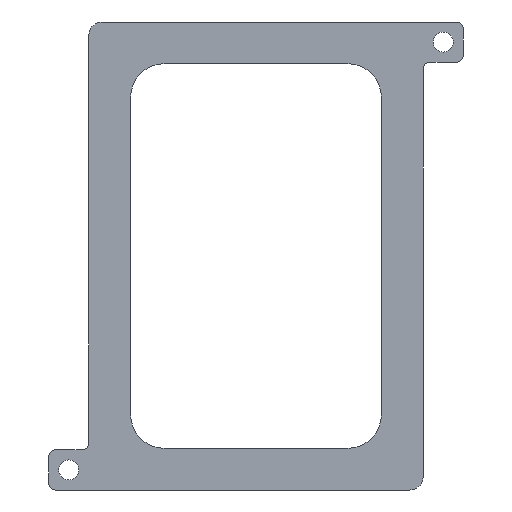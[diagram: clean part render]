
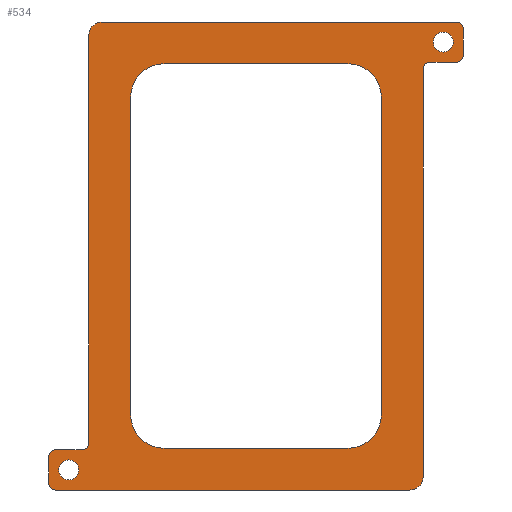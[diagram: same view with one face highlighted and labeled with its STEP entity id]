
A CAD part, front view. The second image highlights one B-rep face of the part: STEP entity #534.
In plain terms, the highlighted planar face has unit normal (0, -1, 0).
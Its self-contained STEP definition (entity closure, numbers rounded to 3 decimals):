
#22=FACE_BOUND('',#76,.T.);
#23=FACE_BOUND('',#77,.T.);
#24=FACE_BOUND('',#78,.T.);
#28=PLANE('',#593);
#44=FACE_OUTER_BOUND('',#75,.T.);
#75=EDGE_LOOP('',(#401,#402,#403,#404,#405,#406,#407,#408,#409,#410,#411,
#412,#413,#414,#415,#416));
#76=EDGE_LOOP('',(#417,#418,#419,#420,#421,#422,#423,#424));
#77=EDGE_LOOP('',(#425));
#78=EDGE_LOOP('',(#426));
#105=LINE('',#813,#155);
#117=LINE('',#864,#167);
#121=LINE('',#876,#171);
#122=LINE('',#880,#172);
#123=LINE('',#883,#173);
#124=LINE('',#885,#174);
#125=LINE('',#889,#175);
#126=LINE('',#893,#176);
#127=LINE('',#899,#177);
#128=LINE('',#903,#178);
#129=LINE('',#907,#179);
#130=LINE('',#910,#180);
#155=VECTOR('',#645,10.);
#167=VECTOR('',#687,10.);
#171=VECTOR('',#699,10.);
#172=VECTOR('',#702,10.);
#173=VECTOR('',#705,10.);
#174=VECTOR('',#706,10.);
#175=VECTOR('',#709,10.);
#176=VECTOR('',#712,10.);
#177=VECTOR('',#717,10.);
#178=VECTOR('',#720,10.);
#179=VECTOR('',#723,10.);
#180=VECTOR('',#726,10.);
#201=CIRCLE('',#573,2.);
#216=CIRCLE('',#592,2.);
#217=CIRCLE('',#594,1.);
#218=CIRCLE('',#595,1.);
#219=CIRCLE('',#596,1.);
#220=CIRCLE('',#597,1.);
#221=CIRCLE('',#598,1.);
#222=CIRCLE('',#599,1.);
#223=CIRCLE('',#600,5.);
#224=CIRCLE('',#601,5.);
#225=CIRCLE('',#602,5.);
#226=CIRCLE('',#603,5.);
#227=CIRCLE('',#604,1.5);
#228=CIRCLE('',#605,1.5);
#229=VERTEX_POINT('',#800);
#230=VERTEX_POINT('',#801);
#234=VERTEX_POINT('',#811);
#258=VERTEX_POINT('',#863);
#259=VERTEX_POINT('',#867);
#260=VERTEX_POINT('',#868);
#261=VERTEX_POINT('',#873);
#262=VERTEX_POINT('',#875);
#263=VERTEX_POINT('',#877);
#264=VERTEX_POINT('',#879);
#265=VERTEX_POINT('',#881);
#266=VERTEX_POINT('',#884);
#267=VERTEX_POINT('',#886);
#268=VERTEX_POINT('',#888);
#269=VERTEX_POINT('',#890);
#270=VERTEX_POINT('',#892);
#271=VERTEX_POINT('',#895);
#272=VERTEX_POINT('',#896);
#273=VERTEX_POINT('',#898);
#274=VERTEX_POINT('',#900);
#275=VERTEX_POINT('',#902);
#276=VERTEX_POINT('',#904);
#277=VERTEX_POINT('',#906);
#278=VERTEX_POINT('',#908);
#279=VERTEX_POINT('',#911);
#280=VERTEX_POINT('',#913);
#281=EDGE_CURVE('',#229,#230,#201,.T.);
#287=EDGE_CURVE('',#234,#229,#105,.T.);
#312=EDGE_CURVE('',#230,#258,#117,.T.);
#314=EDGE_CURVE('',#259,#260,#216,.T.);
#317=EDGE_CURVE('',#234,#261,#217,.T.);
#318=EDGE_CURVE('',#262,#261,#121,.T.);
#319=EDGE_CURVE('',#263,#262,#218,.T.);
#320=EDGE_CURVE('',#264,#263,#122,.T.);
#321=EDGE_CURVE('',#265,#264,#219,.T.);
#322=EDGE_CURVE('',#260,#265,#123,.T.);
#323=EDGE_CURVE('',#266,#259,#124,.T.);
#324=EDGE_CURVE('',#266,#267,#220,.T.);
#325=EDGE_CURVE('',#268,#267,#125,.T.);
#326=EDGE_CURVE('',#269,#268,#221,.T.);
#327=EDGE_CURVE('',#270,#269,#126,.T.);
#328=EDGE_CURVE('',#258,#270,#222,.T.);
#329=EDGE_CURVE('',#271,#272,#223,.T.);
#330=EDGE_CURVE('',#273,#271,#127,.F.);
#331=EDGE_CURVE('',#274,#273,#224,.T.);
#332=EDGE_CURVE('',#275,#274,#128,.F.);
#333=EDGE_CURVE('',#276,#275,#225,.T.);
#334=EDGE_CURVE('',#277,#276,#129,.F.);
#335=EDGE_CURVE('',#278,#277,#226,.T.);
#336=EDGE_CURVE('',#272,#278,#130,.F.);
#337=EDGE_CURVE('',#279,#279,#227,.T.);
#338=EDGE_CURVE('',#280,#280,#228,.T.);
#401=ORIENTED_EDGE('',*,*,#281,.F.);
#402=ORIENTED_EDGE('',*,*,#287,.F.);
#403=ORIENTED_EDGE('',*,*,#317,.T.);
#404=ORIENTED_EDGE('',*,*,#318,.F.);
#405=ORIENTED_EDGE('',*,*,#319,.F.);
#406=ORIENTED_EDGE('',*,*,#320,.F.);
#407=ORIENTED_EDGE('',*,*,#321,.F.);
#408=ORIENTED_EDGE('',*,*,#322,.F.);
#409=ORIENTED_EDGE('',*,*,#314,.F.);
#410=ORIENTED_EDGE('',*,*,#323,.F.);
#411=ORIENTED_EDGE('',*,*,#324,.T.);
#412=ORIENTED_EDGE('',*,*,#325,.F.);
#413=ORIENTED_EDGE('',*,*,#326,.F.);
#414=ORIENTED_EDGE('',*,*,#327,.F.);
#415=ORIENTED_EDGE('',*,*,#328,.F.);
#416=ORIENTED_EDGE('',*,*,#312,.F.);
#417=ORIENTED_EDGE('',*,*,#329,.F.);
#418=ORIENTED_EDGE('',*,*,#330,.F.);
#419=ORIENTED_EDGE('',*,*,#331,.F.);
#420=ORIENTED_EDGE('',*,*,#332,.F.);
#421=ORIENTED_EDGE('',*,*,#333,.F.);
#422=ORIENTED_EDGE('',*,*,#334,.F.);
#423=ORIENTED_EDGE('',*,*,#335,.F.);
#424=ORIENTED_EDGE('',*,*,#336,.F.);
#425=ORIENTED_EDGE('',*,*,#337,.F.);
#426=ORIENTED_EDGE('',*,*,#338,.F.);
#534=ADVANCED_FACE('',(#44,#22,#23,#24),#28,.F.);
#573=AXIS2_PLACEMENT_3D('',#802,#635,#636);
#592=AXIS2_PLACEMENT_3D('',#869,#691,#692);
#593=AXIS2_PLACEMENT_3D('',#872,#695,#696);
#594=AXIS2_PLACEMENT_3D('',#874,#697,#698);
#595=AXIS2_PLACEMENT_3D('',#878,#700,#701);
#596=AXIS2_PLACEMENT_3D('',#882,#703,#704);
#597=AXIS2_PLACEMENT_3D('',#887,#707,#708);
#598=AXIS2_PLACEMENT_3D('',#891,#710,#711);
#599=AXIS2_PLACEMENT_3D('',#894,#713,#714);
#600=AXIS2_PLACEMENT_3D('',#897,#715,#716);
#601=AXIS2_PLACEMENT_3D('',#901,#718,#719);
#602=AXIS2_PLACEMENT_3D('',#905,#721,#722);
#603=AXIS2_PLACEMENT_3D('',#909,#724,#725);
#604=AXIS2_PLACEMENT_3D('',#912,#727,#728);
#605=AXIS2_PLACEMENT_3D('',#914,#729,#730);
#635=DIRECTION('center_axis',(0.,1.,0.));
#636=DIRECTION('ref_axis',(0.707,0.,-0.707));
#645=DIRECTION('',(0.,0.,-1.));
#687=DIRECTION('',(-1.,0.,0.));
#691=DIRECTION('center_axis',(0.,1.,0.));
#692=DIRECTION('ref_axis',(-0.707,0.,0.707));
#695=DIRECTION('center_axis',(0.,1.,0.));
#696=DIRECTION('ref_axis',(-1.,0.,0.));
#697=DIRECTION('center_axis',(0.,1.,0.));
#698=DIRECTION('ref_axis',(-1.,0.,0.));
#699=DIRECTION('',(-1.,0.,0.));
#700=DIRECTION('center_axis',(0.,1.,0.));
#701=DIRECTION('ref_axis',(1.,0.,0.));
#702=DIRECTION('',(0.,0.,-1.));
#703=DIRECTION('center_axis',(0.,1.,0.));
#704=DIRECTION('ref_axis',(0.,0.,1.));
#705=DIRECTION('',(1.,0.,0.));
#706=DIRECTION('',(0.,0.,1.));
#707=DIRECTION('center_axis',(0.,1.,0.));
#708=DIRECTION('ref_axis',(1.,0.,0.));
#709=DIRECTION('',(1.,0.,0.));
#710=DIRECTION('center_axis',(0.,1.,0.));
#711=DIRECTION('ref_axis',(-1.,0.,0.));
#712=DIRECTION('',(0.,0.,1.));
#713=DIRECTION('center_axis',(0.,1.,0.));
#714=DIRECTION('ref_axis',(0.,0.,-1.));
#715=DIRECTION('center_axis',(0.,-1.,0.));
#716=DIRECTION('ref_axis',(-0.707,0.,0.707));
#717=DIRECTION('',(1.,0.,0.));
#718=DIRECTION('center_axis',(0.,-1.,0.));
#719=DIRECTION('ref_axis',(0.707,0.,0.707));
#720=DIRECTION('',(0.,0.,-1.));
#721=DIRECTION('center_axis',(0.,-1.,0.));
#722=DIRECTION('ref_axis',(0.707,0.,-0.707));
#723=DIRECTION('',(-1.,0.,0.));
#724=DIRECTION('center_axis',(0.,-1.,0.));
#725=DIRECTION('ref_axis',(-0.707,0.,-0.707));
#726=DIRECTION('',(0.,0.,1.));
#727=DIRECTION('center_axis',(0.,-1.,0.));
#728=DIRECTION('ref_axis',(-1.,0.,0.));
#729=DIRECTION('center_axis',(0.,-1.,0.));
#730=DIRECTION('ref_axis',(-1.,0.,0.));
#800=CARTESIAN_POINT('',(-4.,12.3,-2.));
#801=CARTESIAN_POINT('',(-6.,12.3,-4.));
#802=CARTESIAN_POINT('Origin',(-6.,12.3,-2.));
#811=CARTESIAN_POINT('',(-4.,12.3,59.));
#813=CARTESIAN_POINT('',(-4.,12.3,59.));
#863=CARTESIAN_POINT('',(-59.,12.3,-4.));
#864=CARTESIAN_POINT('',(1.,12.3,-4.));
#867=CARTESIAN_POINT('',(-54.,12.3,64.));
#868=CARTESIAN_POINT('',(-52.,12.3,66.));
#869=CARTESIAN_POINT('Origin',(-52.,12.3,64.));
#872=CARTESIAN_POINT('Origin',(-29.,12.3,31.));
#873=CARTESIAN_POINT('',(-3.,12.3,60.));
#874=CARTESIAN_POINT('Origin',(-3.,12.3,59.));
#875=CARTESIAN_POINT('',(1.,12.3,60.));
#876=CARTESIAN_POINT('',(1.,12.3,60.));
#877=CARTESIAN_POINT('',(2.,12.3,61.));
#878=CARTESIAN_POINT('Origin',(1.,12.3,61.));
#879=CARTESIAN_POINT('',(2.,12.3,65.));
#880=CARTESIAN_POINT('',(2.,12.3,65.));
#881=CARTESIAN_POINT('',(1.,12.3,66.));
#882=CARTESIAN_POINT('Origin',(1.,12.3,65.));
#883=CARTESIAN_POINT('',(-59.,12.3,66.));
#884=CARTESIAN_POINT('',(-54.,12.3,3.));
#885=CARTESIAN_POINT('',(-54.,12.3,3.));
#886=CARTESIAN_POINT('',(-55.,12.3,2.));
#887=CARTESIAN_POINT('Origin',(-55.,12.3,3.));
#888=CARTESIAN_POINT('',(-59.,12.3,2.));
#889=CARTESIAN_POINT('',(-59.,12.3,2.));
#890=CARTESIAN_POINT('',(-60.,12.3,1.));
#891=CARTESIAN_POINT('Origin',(-59.,12.3,1.));
#892=CARTESIAN_POINT('',(-60.,12.3,-3.));
#893=CARTESIAN_POINT('',(-60.,12.3,-3.));
#894=CARTESIAN_POINT('Origin',(-59.,12.3,-3.));
#895=CARTESIAN_POINT('',(-42.75,12.3,59.75));
#896=CARTESIAN_POINT('',(-47.75,12.3,54.75));
#897=CARTESIAN_POINT('Origin',(-42.75,12.3,54.75));
#898=CARTESIAN_POINT('',(-15.25,12.3,59.75));
#899=CARTESIAN_POINT('',(-18.375,12.3,59.75));
#900=CARTESIAN_POINT('',(-10.25,12.3,54.75));
#901=CARTESIAN_POINT('Origin',(-15.25,12.3,54.75));
#902=CARTESIAN_POINT('',(-10.25,12.3,7.25));
#903=CARTESIAN_POINT('',(-10.25,12.3,15.375));
#904=CARTESIAN_POINT('',(-15.25,12.3,2.25));
#905=CARTESIAN_POINT('Origin',(-15.25,12.3,7.25));
#906=CARTESIAN_POINT('',(-42.75,12.3,2.25));
#907=CARTESIAN_POINT('',(-39.625,12.3,2.25));
#908=CARTESIAN_POINT('',(-47.75,12.3,7.25));
#909=CARTESIAN_POINT('Origin',(-42.75,12.3,7.25));
#910=CARTESIAN_POINT('',(-47.75,12.3,46.625));
#911=CARTESIAN_POINT('',(-55.5,12.3,-1.));
#912=CARTESIAN_POINT('Origin',(-57.,12.3,-1.));
#913=CARTESIAN_POINT('',(0.5,12.3,63.));
#914=CARTESIAN_POINT('Origin',(-1.,12.3,63.));
